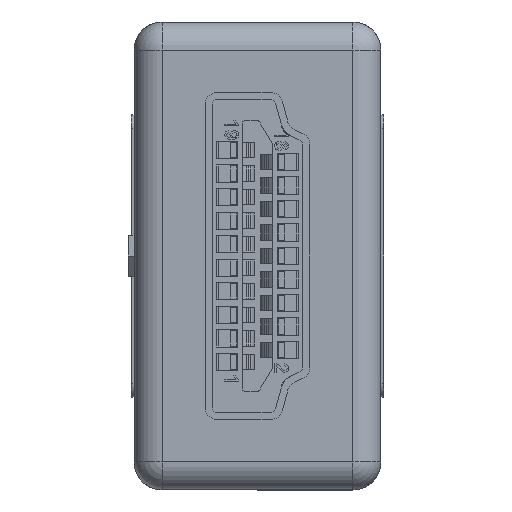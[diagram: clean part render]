
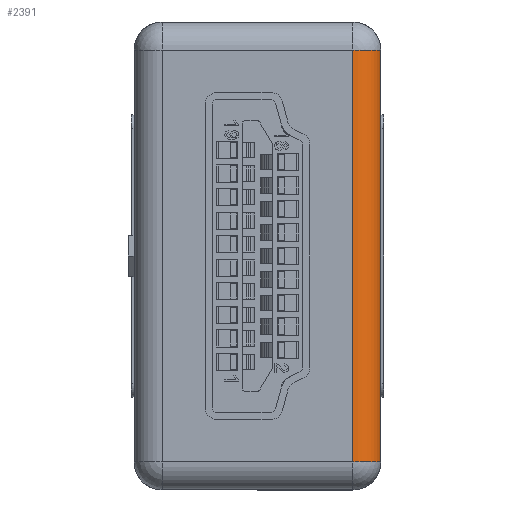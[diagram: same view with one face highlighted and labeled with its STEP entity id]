
A CAD part, left-side view. The second image highlights one B-rep face of the part: STEP entity #2391.
In plain terms, the highlighted cylindrical face has radius 1.2 mm (diameter 2.4 mm), a partial arc.
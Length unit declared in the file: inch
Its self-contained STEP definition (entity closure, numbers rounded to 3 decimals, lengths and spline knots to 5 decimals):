
#2190 = DIRECTION ( 'NONE',  ( -1., 0., 0. ) ) ;
#2391 = ADVANCED_FACE ( 'NONE', ( #14639 ), #26253, .T. ) ;
#4867 = CARTESIAN_POINT ( 'NONE',  ( 0.34449, 0.60039, 0.15945 ) ) ;
#8150 = CARTESIAN_POINT ( 'NONE',  ( 0.34449, 0.55315, 0.15945 ) ) ;
#9508 = VERTEX_POINT ( 'NONE', #38375 ) ;
#14639 = FACE_OUTER_BOUND ( 'NONE', #18230, .T. ) ;
#15344 = CARTESIAN_POINT ( 'NONE',  ( -0.34449, 0.55315, 0.20669 ) ) ;
#15723 = AXIS2_PLACEMENT_3D ( 'NONE', #8150, #28507, #48322 ) ;
#16553 = VERTEX_POINT ( 'NONE', #34676 ) ;
#17546 = DIRECTION ( 'NONE',  ( -1., 0., 0. ) ) ;
#18230 = EDGE_LOOP ( 'NONE', ( #54494, #60742, #37127, #57746 ) ) ;
#19440 = EDGE_CURVE ( 'NONE', #53240, #16553, #46964, .T. ) ;
#23355 = LINE ( 'NONE', #25401, #29773 ) ;
#25401 = CARTESIAN_POINT ( 'NONE',  ( 0.39173, 0.60039, 0.15945 ) ) ;
#26253 = CYLINDRICAL_SURFACE ( 'NONE', #83323, 0.04724 ) ;
#28507 = DIRECTION ( 'NONE',  ( -1., 0., 0. ) ) ;
#29773 = VECTOR ( 'NONE', #53254, 39.37008 ) ;
#34676 = CARTESIAN_POINT ( 'NONE',  ( -0.34449, 0.60039, 0.15945 ) ) ;
#35540 = DIRECTION ( 'NONE',  ( 0., 0., 1. ) ) ;
#37127 = ORIENTED_EDGE ( 'NONE', *, *, #19440, .F. ) ;
#38375 = CARTESIAN_POINT ( 'NONE',  ( 0.34449, 0.55315, 0.20669 ) ) ;
#43710 = VECTOR ( 'NONE', #78035, 39.37008 ) ;
#45852 = LINE ( 'NONE', #84501, #43710 ) ;
#46964 = CIRCLE ( 'NONE', #82406, 0.04724 ) ;
#47476 = EDGE_CURVE ( 'NONE', #9508, #87131, #55986, .T. ) ;
#48322 = DIRECTION ( 'NONE',  ( 0., 0., -1. ) ) ;
#53240 = VERTEX_POINT ( 'NONE', #15344 ) ;
#53254 = DIRECTION ( 'NONE',  ( 1., 0., 0. ) ) ;
#54485 = EDGE_CURVE ( 'NONE', #9508, #53240, #45852, .T. ) ;
#54494 = ORIENTED_EDGE ( 'NONE', *, *, #47476, .T. ) ;
#55777 = EDGE_CURVE ( 'NONE', #16553, #87131, #23355, .T. ) ;
#55986 = CIRCLE ( 'NONE', #15723, 0.04724 ) ;
#57746 = ORIENTED_EDGE ( 'NONE', *, *, #54485, .F. ) ;
#60742 = ORIENTED_EDGE ( 'NONE', *, *, #55777, .F. ) ;
#64693 = CARTESIAN_POINT ( 'NONE',  ( -0.39173, 0.55315, 0.15945 ) ) ;
#76135 = CARTESIAN_POINT ( 'NONE',  ( -0.34449, 0.55315, 0.15945 ) ) ;
#78035 = DIRECTION ( 'NONE',  ( -1., 0., 0. ) ) ;
#82406 = AXIS2_PLACEMENT_3D ( 'NONE', #76135, #2190, #35540 ) ;
#83323 = AXIS2_PLACEMENT_3D ( 'NONE', #64693, #17546, #86134 ) ;
#84501 = CARTESIAN_POINT ( 'NONE',  ( -0.39173, 0.55315, 0.20669 ) ) ;
#86134 = DIRECTION ( 'NONE',  ( 0., 0., 1. ) ) ;
#87131 = VERTEX_POINT ( 'NONE', #4867 ) ;
